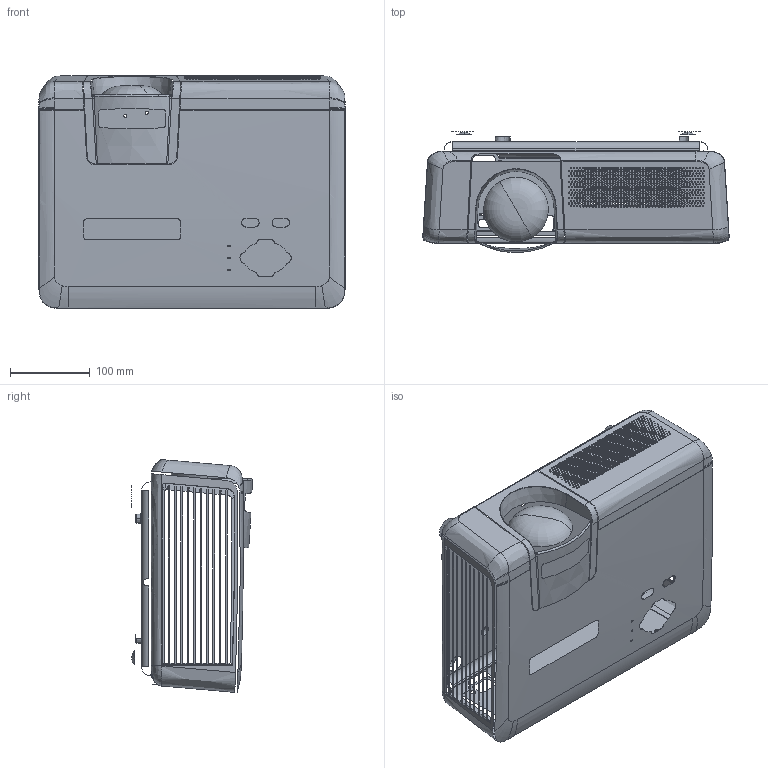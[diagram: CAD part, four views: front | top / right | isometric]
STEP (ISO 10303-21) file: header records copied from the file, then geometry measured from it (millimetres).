
FILE_DESCRIPTION((''),'2;1');
FILE_NAME('SINGLE','2020-05-08T',('ChenPet'),(''),'PRO/ENGINEER BY PARAMETRIC TECHNOLOGY CORPORATION, 2009440','PRO/ENGINEER BY PARAMETRIC TECHNOLOGY CORPORATION, 2009440','');
FILE_SCHEMA(('CONFIG_CONTROL_DESIGN'));
Products named in the file (1): SINGLE
Bounding box: 383.24 x 151.1 x 291.03 mm (x, y, z)
Surface area: 299106.9 mm2 (no closed solid volume)
Topology: 0 solids, 12 shells, 129 faces, 2920 edges, 2795 vertices
Faces by surface type: bspline 49, plane 43, cylinder 15, torus 8, extrusion 7, cone 5, revolution 2
Entity records: 50621 total; most frequent: CARTESIAN_POINT 34041, ORIENTED_EDGE 3087, EDGE_CURVE 2914, VERTEX_POINT 2795, B_SPLINE_CURVE_WITH_KNOTS 1805, DIRECTION 1502, EDGE_LOOP 932, VECTOR 892
